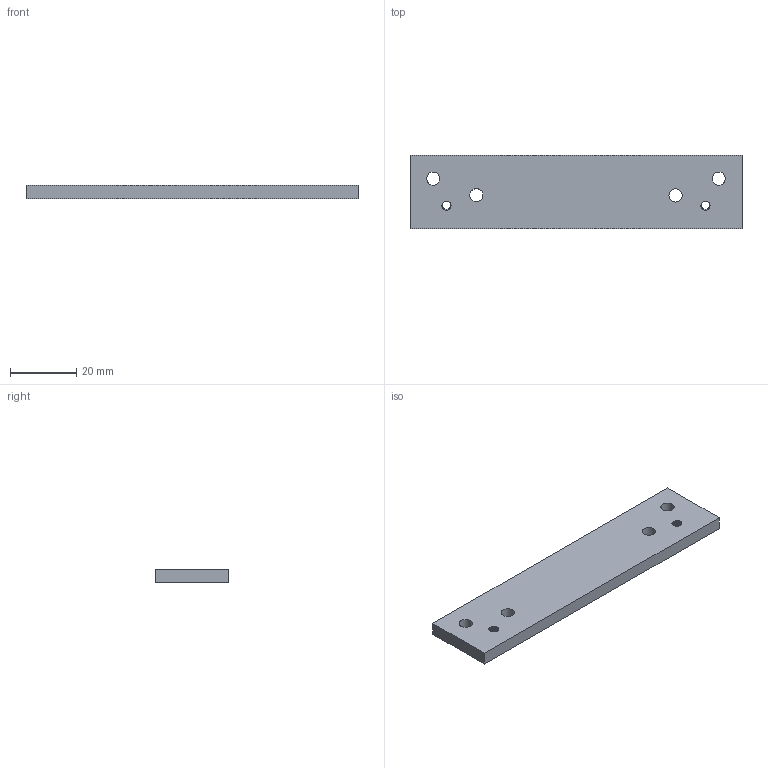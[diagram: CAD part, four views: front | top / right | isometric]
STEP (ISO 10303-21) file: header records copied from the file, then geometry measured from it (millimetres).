
FILE_DESCRIPTION(/* description */ (''),/* implementation_level */ '2;1');
FILE_NAME(/* name */ 'PA_module_copper .step',/* time_stamp */ '2022-10-15T15:23:07+01:00',/* author */ (''),/* organization */ (''),/* preprocessor_version */ 'ST-DEVELOPER v19',/* originating_system */ 'Autodesk Translation Framework v11.7.0.108',/* authorisation */ '');
FILE_SCHEMA (('AUTOMOTIVE_DESIGN { 1 0 10303 214 3 1 1 }'));
Length unit declared in the file: millimetre
Products named in the file (1): PA_module_copper
Bounding box: 100 x 22 x 4 mm (x, y, z)
Volume: 8551 mm3; surface area: 5567.3 mm2
Topology: 1 solids, 1 shells, 50 faces, 144 edges, 96 vertices
Faces by surface type: cylinder 40, plane 6, bspline 4
Full cylindrical faces by diameter (mm): 2.529 x8, 3.086 x4, 4 x4
Entity records: 4081 total; most frequent: CARTESIAN_POINT 2835, ORIENTED_EDGE 288, DIRECTION 174, EDGE_CURVE 144, VERTEX_POINT 96, B_SPLINE_CURVE_WITH_KNOTS 80, AXIS2_PLACEMENT_3D 63, EDGE_LOOP 62
